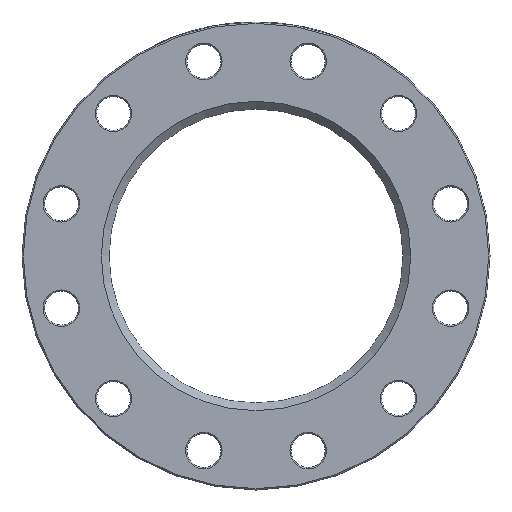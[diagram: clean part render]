
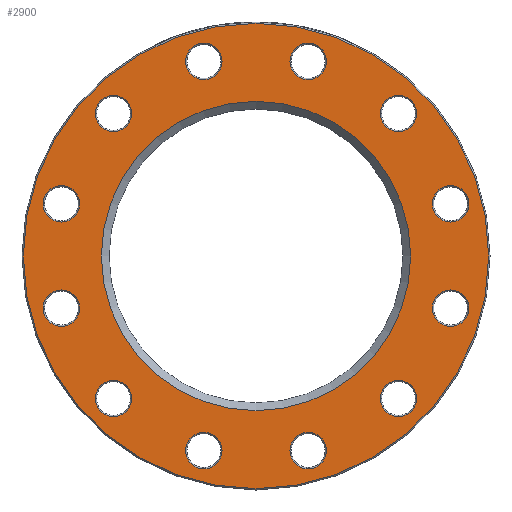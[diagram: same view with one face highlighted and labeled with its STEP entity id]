
A CAD part, left-side view. The second image highlights one B-rep face of the part: STEP entity #2900.
In plain terms, the highlighted planar face has unit normal (-1, 0, 0).
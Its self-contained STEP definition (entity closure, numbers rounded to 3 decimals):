
#32 = CIRCLE ( 'NONE', #3619, 14. ) ;
#75 = FACE_BOUND ( 'NONE', #4194, .T. ) ;
#85 = CARTESIAN_POINT ( 'NONE',  ( 0., 109.602, 95.602 ) ) ;
#147 = CARTESIAN_POINT ( 'NONE',  ( 0., 109.602, 109.602 ) ) ;
#224 = CARTESIAN_POINT ( 'NONE',  ( 0., -40.117, -163.719 ) ) ;
#258 = VERTEX_POINT ( 'NONE', #4307 ) ;
#291 = CARTESIAN_POINT ( 'NONE',  ( 0., -109.602, 109.602 ) ) ;
#349 = DIRECTION ( 'NONE',  ( 0., 0., -1. ) ) ;
#351 = AXIS2_PLACEMENT_3D ( 'NONE', #2557, #4298, #3608 ) ;
#519 = AXIS2_PLACEMENT_3D ( 'NONE', #3238, #1107, #4629 ) ;
#548 = ORIENTED_EDGE ( 'NONE', *, *, #5808, .T. ) ;
#563 = CARTESIAN_POINT ( 'NONE',  ( 0., 40.117, 135.719 ) ) ;
#602 = DIRECTION ( 'NONE',  ( 1., 0., 0. ) ) ;
#611 = FACE_BOUND ( 'NONE', #3582, .T. ) ;
#695 = ORIENTED_EDGE ( 'NONE', *, *, #4428, .T. ) ;
#737 = VERTEX_POINT ( 'NONE', #3868 ) ;
#984 = AXIS2_PLACEMENT_3D ( 'NONE', #3826, #3327, #4781 ) ;
#993 = EDGE_CURVE ( 'NONE', #2439, #2439, #5118, .T. ) ;
#1079 = FACE_BOUND ( 'NONE', #5111, .T. ) ;
#1089 = VERTEX_POINT ( 'NONE', #5564 ) ;
#1107 = DIRECTION ( 'NONE',  ( 1., 0., 0. ) ) ;
#1181 = ORIENTED_EDGE ( 'NONE', *, *, #3054, .T. ) ;
#1239 = CARTESIAN_POINT ( 'NONE',  ( 0., 40.117, -163.719 ) ) ;
#1355 = CARTESIAN_POINT ( 'NONE',  ( 0., -149.719, -40.117 ) ) ;
#1442 = VERTEX_POINT ( 'NONE', #85 ) ;
#1447 = CIRCLE ( 'NONE', #2587, 14. ) ;
#1460 = EDGE_CURVE ( 'NONE', #1529, #1529, #1538, .T. ) ;
#1529 = VERTEX_POINT ( 'NONE', #4224 ) ;
#1538 = CIRCLE ( 'NONE', #5135, 14. ) ;
#1590 = EDGE_CURVE ( 'NONE', #5536, #5536, #3338, .T. ) ;
#1599 = EDGE_CURVE ( 'NONE', #1089, #1089, #32, .T. ) ;
#1645 = CARTESIAN_POINT ( 'NONE',  ( 0., 0., -179. ) ) ;
#1648 = DIRECTION ( 'NONE',  ( 0., 0., -1. ) ) ;
#1704 = DIRECTION ( 'NONE',  ( 1., 0., 0. ) ) ;
#1767 = EDGE_LOOP ( 'NONE', ( #3902 ) ) ;
#1783 = CARTESIAN_POINT ( 'NONE',  ( 0., 0., 0. ) ) ;
#1855 = CIRCLE ( 'NONE', #5840, 119. ) ;
#1949 = EDGE_LOOP ( 'NONE', ( #4425 ) ) ;
#1954 = FACE_BOUND ( 'NONE', #1949, .T. ) ;
#1987 = DIRECTION ( 'NONE',  ( 1., 0., 0. ) ) ;
#1997 = AXIS2_PLACEMENT_3D ( 'NONE', #2128, #4380, #2926 ) ;
#2024 = VERTEX_POINT ( 'NONE', #5680 ) ;
#2054 = CARTESIAN_POINT ( 'NONE',  ( 0., 40.117, -149.719 ) ) ;
#2058 = VERTEX_POINT ( 'NONE', #2124 ) ;
#2123 = CARTESIAN_POINT ( 'NONE',  ( 0., 109.602, -109.602 ) ) ;
#2124 = CARTESIAN_POINT ( 'NONE',  ( 0., 149.719, -54.117 ) ) ;
#2128 = CARTESIAN_POINT ( 'NONE',  ( 0., -40.117, 149.719 ) ) ;
#2134 = ORIENTED_EDGE ( 'NONE', *, *, #993, .T. ) ;
#2141 = CARTESIAN_POINT ( 'NONE',  ( 0., 0., 0. ) ) ;
#2271 = CARTESIAN_POINT ( 'NONE',  ( 0., -40.117, -149.719 ) ) ;
#2317 = FACE_OUTER_BOUND ( 'NONE', #2661, .T. ) ;
#2393 = DIRECTION ( 'NONE',  ( 0., 0., -1. ) ) ;
#2439 = VERTEX_POINT ( 'NONE', #4250 ) ;
#2442 = EDGE_CURVE ( 'NONE', #1442, #1442, #1447, .T. ) ;
#2524 = CIRCLE ( 'NONE', #351, 14. ) ;
#2546 = ORIENTED_EDGE ( 'NONE', *, *, #4545, .T. ) ;
#2557 = CARTESIAN_POINT ( 'NONE',  ( 0., -109.602, -109.602 ) ) ;
#2587 = AXIS2_PLACEMENT_3D ( 'NONE', #147, #602, #2393 ) ;
#2615 = CIRCLE ( 'NONE', #4034, 14. ) ;
#2661 = EDGE_LOOP ( 'NONE', ( #2546 ) ) ;
#2711 = CIRCLE ( 'NONE', #3184, 179. ) ;
#2740 = DIRECTION ( 'NONE',  ( 0., 0., -1. ) ) ;
#2807 = DIRECTION ( 'NONE',  ( 1., 0., 0. ) ) ;
#2822 = EDGE_LOOP ( 'NONE', ( #548 ) ) ;
#2824 = FACE_BOUND ( 'NONE', #5075, .T. ) ;
#2849 = FACE_BOUND ( 'NONE', #2822, .T. ) ;
#2877 = FACE_BOUND ( 'NONE', #5199, .T. ) ;
#2900 = ADVANCED_FACE ( 'NONE', ( #3709, #2317, #3677, #5552, #2849, #5132, #4155, #2824, #1954, #5163, #1079, #75, #611, #2877 ), #4688, .F. ) ;
#2926 = DIRECTION ( 'NONE',  ( 0., 0., -1. ) ) ;
#2929 = ORIENTED_EDGE ( 'NONE', *, *, #5189, .T. ) ;
#2971 = ORIENTED_EDGE ( 'NONE', *, *, #4315, .T. ) ;
#3054 = EDGE_CURVE ( 'NONE', #4612, #4612, #4100, .T. ) ;
#3057 = DIRECTION ( 'NONE',  ( -1., 0., 0. ) ) ;
#3099 = DIRECTION ( 'NONE',  ( 1., 0., 0. ) ) ;
#3184 = AXIS2_PLACEMENT_3D ( 'NONE', #2141, #3057, #5763 ) ;
#3238 = CARTESIAN_POINT ( 'NONE',  ( 0., 113., 0. ) ) ;
#3327 = DIRECTION ( 'NONE',  ( 1., 0., 0. ) ) ;
#3330 = CARTESIAN_POINT ( 'NONE',  ( 0., -149.719, 40.117 ) ) ;
#3336 = CARTESIAN_POINT ( 'NONE',  ( 0., 109.602, -123.602 ) ) ;
#3338 = CIRCLE ( 'NONE', #5612, 14. ) ;
#3347 = EDGE_LOOP ( 'NONE', ( #5818 ) ) ;
#3362 = DIRECTION ( 'NONE',  ( 1., 0., 0. ) ) ;
#3503 = DIRECTION ( 'NONE',  ( 1., 0., 0. ) ) ;
#3582 = EDGE_LOOP ( 'NONE', ( #695 ) ) ;
#3591 = DIRECTION ( 'NONE',  ( 1., 0., 0. ) ) ;
#3608 = DIRECTION ( 'NONE',  ( 0., 0., -1. ) ) ;
#3619 = AXIS2_PLACEMENT_3D ( 'NONE', #4910, #1704, #4826 ) ;
#3652 = CIRCLE ( 'NONE', #5466, 14. ) ;
#3677 = FACE_BOUND ( 'NONE', #3347, .T. ) ;
#3709 = FACE_BOUND ( 'NONE', #4508, .T. ) ;
#3826 = CARTESIAN_POINT ( 'NONE',  ( 0., 40.117, 149.719 ) ) ;
#3868 = CARTESIAN_POINT ( 'NONE',  ( 0., -40.117, 135.719 ) ) ;
#3902 = ORIENTED_EDGE ( 'NONE', *, *, #4098, .T. ) ;
#3955 = ORIENTED_EDGE ( 'NONE', *, *, #1590, .T. ) ;
#4005 = AXIS2_PLACEMENT_3D ( 'NONE', #291, #4435, #1648 ) ;
#4034 = AXIS2_PLACEMENT_3D ( 'NONE', #2271, #4618, #4080 ) ;
#4073 = DIRECTION ( 'NONE',  ( 0., 0., -1. ) ) ;
#4080 = DIRECTION ( 'NONE',  ( 0., 0., -1. ) ) ;
#4098 = EDGE_CURVE ( 'NONE', #2024, #2024, #5622, .T. ) ;
#4100 = CIRCLE ( 'NONE', #984, 14. ) ;
#4155 = FACE_BOUND ( 'NONE', #4753, .T. ) ;
#4194 = EDGE_LOOP ( 'NONE', ( #3955 ) ) ;
#4224 = CARTESIAN_POINT ( 'NONE',  ( 0., -149.719, -54.117 ) ) ;
#4250 = CARTESIAN_POINT ( 'NONE',  ( 0., -149.719, 26.117 ) ) ;
#4277 = CARTESIAN_POINT ( 'NONE',  ( 0., -109.602, -123.602 ) ) ;
#4298 = DIRECTION ( 'NONE',  ( 1., 0., 0. ) ) ;
#4307 = CARTESIAN_POINT ( 'NONE',  ( 0., 0., -119. ) ) ;
#4315 = EDGE_CURVE ( 'NONE', #258, #258, #1855, .T. ) ;
#4363 = AXIS2_PLACEMENT_3D ( 'NONE', #3330, #1987, #5138 ) ;
#4380 = DIRECTION ( 'NONE',  ( 1., 0., 0. ) ) ;
#4396 = CARTESIAN_POINT ( 'NONE',  ( 0., 149.719, -40.117 ) ) ;
#4406 = VERTEX_POINT ( 'NONE', #224 ) ;
#4418 = CIRCLE ( 'NONE', #5080, 14. ) ;
#4425 = ORIENTED_EDGE ( 'NONE', *, *, #4568, .T. ) ;
#4428 = EDGE_CURVE ( 'NONE', #2058, #2058, #4418, .T. ) ;
#4435 = DIRECTION ( 'NONE',  ( 1., 0., 0. ) ) ;
#4508 = EDGE_LOOP ( 'NONE', ( #2971 ) ) ;
#4545 = EDGE_CURVE ( 'NONE', #5744, #5744, #2711, .T. ) ;
#4558 = CIRCLE ( 'NONE', #1997, 14. ) ;
#4568 = EDGE_CURVE ( 'NONE', #5234, #5234, #2524, .T. ) ;
#4612 = VERTEX_POINT ( 'NONE', #563 ) ;
#4618 = DIRECTION ( 'NONE',  ( 1., 0., 0. ) ) ;
#4629 = DIRECTION ( 'NONE',  ( 0., 0., -1. ) ) ;
#4688 = PLANE ( 'NONE',  #519 ) ;
#4748 = EDGE_CURVE ( 'NONE', #4406, #4406, #2615, .T. ) ;
#4753 = EDGE_LOOP ( 'NONE', ( #2134 ) ) ;
#4781 = DIRECTION ( 'NONE',  ( 0., 0., -1. ) ) ;
#4789 = DIRECTION ( 'NONE',  ( 0., 0., -1. ) ) ;
#4826 = DIRECTION ( 'NONE',  ( 0., 0., -1. ) ) ;
#4910 = CARTESIAN_POINT ( 'NONE',  ( 0., 149.719, 40.117 ) ) ;
#4918 = ORIENTED_EDGE ( 'NONE', *, *, #4748, .T. ) ;
#4958 = EDGE_LOOP ( 'NONE', ( #1181 ) ) ;
#5075 = EDGE_LOOP ( 'NONE', ( #5537 ) ) ;
#5080 = AXIS2_PLACEMENT_3D ( 'NONE', #4396, #3503, #5670 ) ;
#5111 = EDGE_LOOP ( 'NONE', ( #2929 ) ) ;
#5118 = CIRCLE ( 'NONE', #4363, 14. ) ;
#5132 = FACE_BOUND ( 'NONE', #1767, .T. ) ;
#5135 = AXIS2_PLACEMENT_3D ( 'NONE', #1355, #2807, #4073 ) ;
#5138 = DIRECTION ( 'NONE',  ( 0., 0., -1. ) ) ;
#5163 = FACE_BOUND ( 'NONE', #5690, .T. ) ;
#5189 = EDGE_CURVE ( 'NONE', #5651, #5651, #3652, .T. ) ;
#5199 = EDGE_LOOP ( 'NONE', ( #5227 ) ) ;
#5227 = ORIENTED_EDGE ( 'NONE', *, *, #1599, .T. ) ;
#5234 = VERTEX_POINT ( 'NONE', #4277 ) ;
#5466 = AXIS2_PLACEMENT_3D ( 'NONE', #2054, #3362, #4789 ) ;
#5536 = VERTEX_POINT ( 'NONE', #3336 ) ;
#5537 = ORIENTED_EDGE ( 'NONE', *, *, #1460, .T. ) ;
#5552 = FACE_BOUND ( 'NONE', #4958, .T. ) ;
#5564 = CARTESIAN_POINT ( 'NONE',  ( 0., 149.719, 26.117 ) ) ;
#5612 = AXIS2_PLACEMENT_3D ( 'NONE', #2123, #3099, #349 ) ;
#5622 = CIRCLE ( 'NONE', #4005, 14. ) ;
#5651 = VERTEX_POINT ( 'NONE', #1239 ) ;
#5670 = DIRECTION ( 'NONE',  ( 0., 0., -1. ) ) ;
#5680 = CARTESIAN_POINT ( 'NONE',  ( 0., -109.602, 95.602 ) ) ;
#5690 = EDGE_LOOP ( 'NONE', ( #4918 ) ) ;
#5744 = VERTEX_POINT ( 'NONE', #1645 ) ;
#5763 = DIRECTION ( 'NONE',  ( 0., 0., -1. ) ) ;
#5808 = EDGE_CURVE ( 'NONE', #737, #737, #4558, .T. ) ;
#5818 = ORIENTED_EDGE ( 'NONE', *, *, #2442, .T. ) ;
#5840 = AXIS2_PLACEMENT_3D ( 'NONE', #1783, #3591, #2740 ) ;
